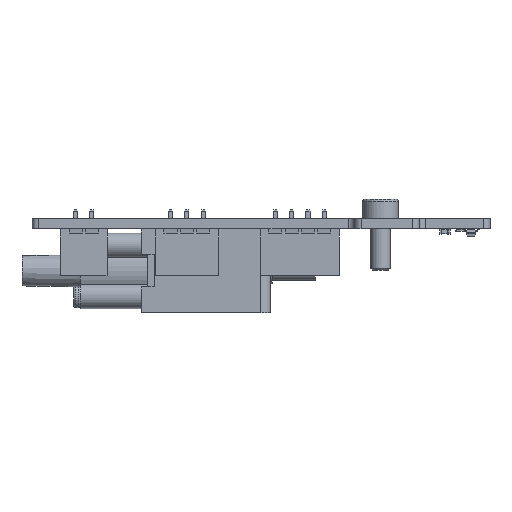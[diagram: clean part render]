
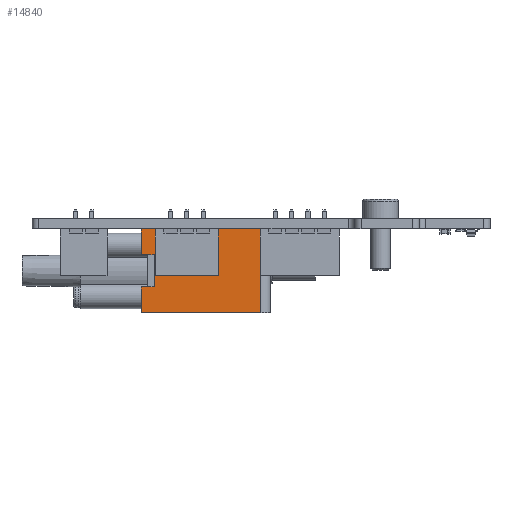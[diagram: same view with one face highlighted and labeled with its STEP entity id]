
A CAD part, front view. The second image highlights one B-rep face of the part: STEP entity #14840.
In plain terms, the highlighted planar face has unit normal (0, -1, 0).
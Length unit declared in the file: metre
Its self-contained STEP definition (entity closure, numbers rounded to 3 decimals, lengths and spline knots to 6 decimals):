
#4455=ORIENTED_EDGE('',*,*,#6565,.T.);
#4456=ORIENTED_EDGE('',*,*,#6566,.T.);
#4457=ORIENTED_EDGE('',*,*,#6567,.F.);
#4458=ORIENTED_EDGE('',*,*,#6568,.F.);
#4459=ORIENTED_EDGE('',*,*,#6569,.F.);
#4460=ORIENTED_EDGE('',*,*,#6570,.T.);
#4461=ORIENTED_EDGE('',*,*,#6571,.F.);
#4462=ORIENTED_EDGE('',*,*,#6572,.F.);
#4463=ORIENTED_EDGE('',*,*,#6573,.T.);
#4464=ORIENTED_EDGE('',*,*,#6488,.F.);
#6488=EDGE_CURVE('',#7812,#7813,#9591,.T.);
#6565=EDGE_CURVE('',#7812,#7869,#9662,.T.);
#6566=EDGE_CURVE('',#7869,#7870,#9663,.T.);
#6567=EDGE_CURVE('',#7871,#7870,#9664,.T.);
#6568=EDGE_CURVE('',#7872,#7871,#9665,.T.);
#6569=EDGE_CURVE('',#7873,#7872,#9666,.T.);
#6570=EDGE_CURVE('',#7873,#7874,#9667,.T.);
#6571=EDGE_CURVE('',#7875,#7874,#9668,.T.);
#6572=EDGE_CURVE('',#7876,#7875,#9669,.T.);
#6573=EDGE_CURVE('',#7876,#7813,#9670,.T.);
#7812=VERTEX_POINT('',#25663);
#7813=VERTEX_POINT('',#25664);
#7869=VERTEX_POINT('',#25822);
#7870=VERTEX_POINT('',#25824);
#7871=VERTEX_POINT('',#25826);
#7872=VERTEX_POINT('',#25828);
#7873=VERTEX_POINT('',#25830);
#7874=VERTEX_POINT('',#25832);
#7875=VERTEX_POINT('',#25834);
#7876=VERTEX_POINT('',#25836);
#9591=LINE('',#25662,#11381);
#9662=LINE('',#25821,#11452);
#9663=LINE('',#25823,#11453);
#9664=LINE('',#25825,#11454);
#9665=LINE('',#25827,#11455);
#9666=LINE('',#25829,#11456);
#9667=LINE('',#25831,#11457);
#9668=LINE('',#25833,#11458);
#9669=LINE('',#25835,#11459);
#9670=LINE('',#25837,#11460);
#11381=VECTOR('',#21561,1.);
#11452=VECTOR('',#21694,1.);
#11453=VECTOR('',#21695,1.);
#11454=VECTOR('',#21696,1.);
#11455=VECTOR('',#21697,1.);
#11456=VECTOR('',#21698,1.);
#11457=VECTOR('',#21699,1.);
#11458=VECTOR('',#21700,1.);
#11459=VECTOR('',#21701,1.);
#11460=VECTOR('',#21702,1.);
#12364=EDGE_LOOP('',(#4455,#4456,#4457,#4458,#4459,#4460,#4461,#4462,#4463,
#4464));
#13301=FACE_BOUND('',#12364,.T.);
#14053=PLANE('',#18025);
#14840=ADVANCED_FACE('',(#13301),#14053,.T.);
#18025=AXIS2_PLACEMENT_3D('',#25820,#21692,#21693);
#21561=DIRECTION('',(-1.,0.,0.));
#21692=DIRECTION('',(0.,-1.,0.));
#21693=DIRECTION('',(0.,0.,-1.));
#21694=DIRECTION('',(0.,0.,1.));
#21695=DIRECTION('',(-1.,0.,0.));
#21696=DIRECTION('',(0.,0.,1.));
#21697=DIRECTION('',(-1.,0.,0.));
#21698=DIRECTION('',(0.,0.,-1.));
#21699=DIRECTION('',(0.,0.,1.));
#21700=DIRECTION('',(-1.,0.,0.));
#21701=DIRECTION('',(0.,0.,1.));
#21702=DIRECTION('',(0.,0.,-1.));
#25662=CARTESIAN_POINT('',(0.0065,-0.0075,-0.003));
#25663=CARTESIAN_POINT('',(0.0065,-0.0075,-0.003));
#25664=CARTESIAN_POINT('',(0.0025,-0.0075,-0.003));
#25820=CARTESIAN_POINT('',(0.0065,-0.0075,0.007));
#25821=CARTESIAN_POINT('',(0.0065,-0.0075,0.007));
#25822=CARTESIAN_POINT('',(0.0065,-0.0075,0.0155));
#25823=CARTESIAN_POINT('',(-0.0065,-0.0075,0.0155));
#25824=CARTESIAN_POINT('',(-0.0065,-0.0075,0.0155));
#25825=CARTESIAN_POINT('',(-0.0065,-0.0075,0.007));
#25826=CARTESIAN_POINT('',(-0.0065,-0.0075,-0.003));
#25827=CARTESIAN_POINT('',(0.0065,-0.0075,-0.003));
#25828=CARTESIAN_POINT('',(-0.0025,-0.0075,-0.003));
#25829=CARTESIAN_POINT('',(-0.0025,-0.0075,-0.001998));
#25830=CARTESIAN_POINT('',(-0.0025,-0.0075,-0.002));
#25831=CARTESIAN_POINT('',(-0.0025,-0.0075,-0.002));
#25832=CARTESIAN_POINT('',(-0.0025,-0.0075,-0.001));
#25833=CARTESIAN_POINT('',(0.,-0.0075,-0.001));
#25834=CARTESIAN_POINT('',(0.0025,-0.0075,-0.001));
#25835=CARTESIAN_POINT('',(0.0025,-0.0075,-0.002));
#25836=CARTESIAN_POINT('',(0.0025,-0.0075,-0.002));
#25837=CARTESIAN_POINT('',(0.0025,-0.0075,-0.001998));
